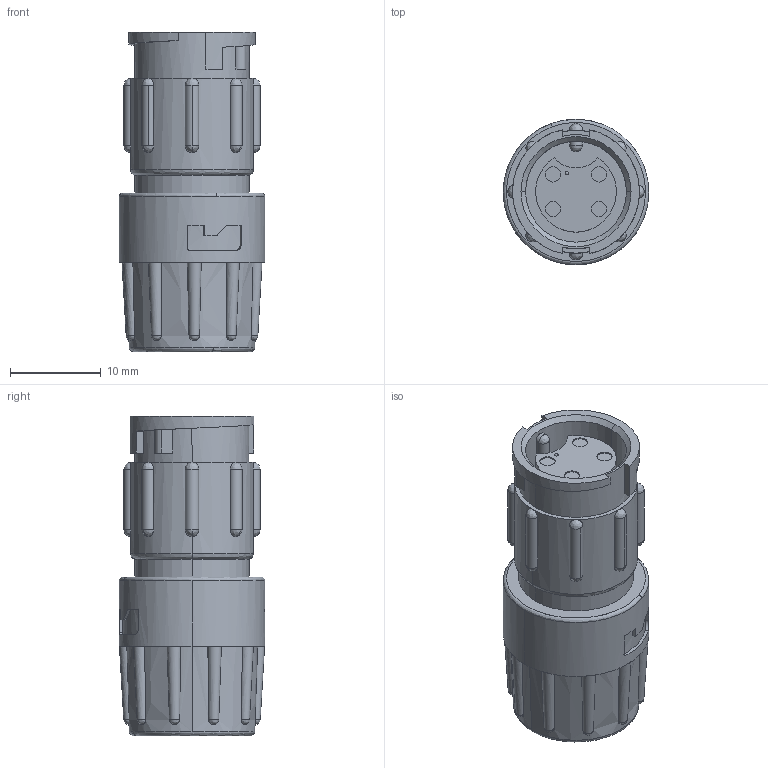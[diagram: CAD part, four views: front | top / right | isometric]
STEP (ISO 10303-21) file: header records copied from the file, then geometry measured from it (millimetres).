
FILE_DESCRIPTION (( 'STEP AP203' ), '1' );
FILE_NAME ('8282-4SG-3DC.STEP', '2015-07-14T15:48:25', ( '' ), ( '' ), 'SwSTEP 2.0', 'SolidWorks 2014', '' );
FILE_SCHEMA (( 'CONFIG_CONTROL_DESIGN' ));
Length unit declared in the file: inch
Products named in the file (1): 8282-4SG-3DC
Bounding box: 16 x 16 x 35.18 mm (x, y, z)
Volume: 5198.8 mm3; surface area: 2587.7 mm2
Topology: 1 solids, 1 shells, 166 faces, 471 edges, 291 vertices
Faces by surface type: cylinder 55, bspline 54, plane 53, cone 4
Entity records: 10352 total; most frequent: CARTESIAN_POINT 6470, ORIENTED_EDGE 880, DIRECTION 703, EDGE_CURVE 440, AXIS2_PLACEMENT_3D 290, VERTEX_POINT 290, EDGE_LOOP 180, CIRCLE 177
